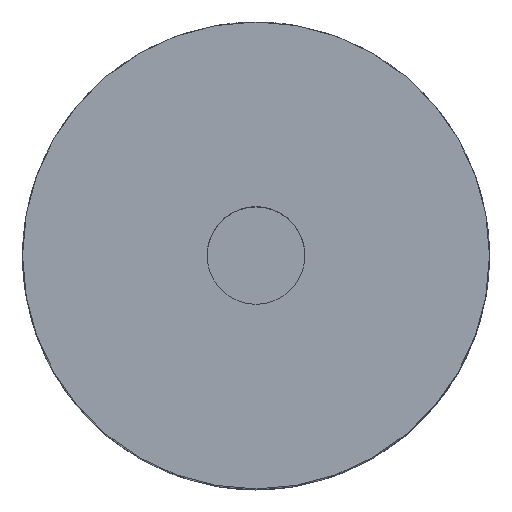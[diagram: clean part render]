
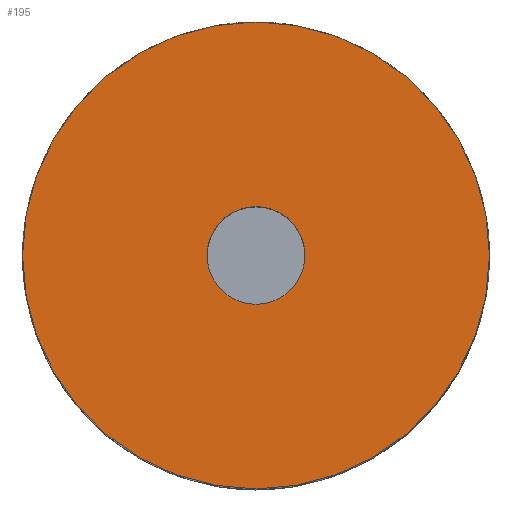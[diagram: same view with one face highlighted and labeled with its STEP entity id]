
A CAD part, top view. The second image highlights one B-rep face of the part: STEP entity #195.
In plain terms, the highlighted planar face has unit normal (0, 0, 1).
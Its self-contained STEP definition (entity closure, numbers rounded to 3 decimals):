
#195=ADVANCED_FACE('',(#433,#434),#435,.T.);
#433=FACE_BOUND('',#693,.T.);
#434=FACE_OUTER_BOUND('',#694,.T.);
#435=PLANE('',#695);
#693=EDGE_LOOP('',(#1124,#1125));
#694=EDGE_LOOP('',(#1126,#1127));
#695=AXIS2_PLACEMENT_3D('',#1128,#1129,#1130);
#1124=ORIENTED_EDGE('',*,*,#1934,.T.);
#1125=ORIENTED_EDGE('',*,*,#1905,.T.);
#1126=ORIENTED_EDGE('',*,*,#1887,.T.);
#1127=ORIENTED_EDGE('',*,*,#1949,.T.);
#1128=CARTESIAN_POINT('',(0.0,0.0,13.0));
#1129=DIRECTION('',(0.0,0.0,1.0));
#1130=DIRECTION('',(1.0,0.0,0.0));
#1887=EDGE_CURVE('',#2235,#2233,#2236,.T.);
#1905=EDGE_CURVE('',#2269,#2267,#2270,.T.);
#1934=EDGE_CURVE('',#2267,#2269,#2317,.T.);
#1949=EDGE_CURVE('',#2233,#2235,#2338,.T.);
#2233=VERTEX_POINT('',#2774);
#2235=VERTEX_POINT('',#2777);
#2236=CIRCLE('',#2778,9.55);
#2267=VERTEX_POINT('',#2875);
#2269=VERTEX_POINT('',#2878);
#2270=CIRCLE('',#2879,2.0);
#2317=CIRCLE('',#2989,2.0);
#2338=CIRCLE('',#3014,9.55);
#2774=CARTESIAN_POINT('',(-9.55,0.,13.0));
#2777=CARTESIAN_POINT('',(9.55,0.0,13.0));
#2778=AXIS2_PLACEMENT_3D('',#3863,#3864,#3865);
#2875=CARTESIAN_POINT('',(0.,-2.0,13.0));
#2878=CARTESIAN_POINT('',(0.,2.0,13.0));
#2879=AXIS2_PLACEMENT_3D('',#3891,#3892,#3893);
#2989=AXIS2_PLACEMENT_3D('',#3937,#3938,#3939);
#3014=AXIS2_PLACEMENT_3D('',#3974,#3975,#3976);
#3863=CARTESIAN_POINT('',(0.0,0.0,13.0));
#3864=DIRECTION('',(0.0,0.0,1.0));
#3865=DIRECTION('',(1.0,0.0,0.0));
#3891=CARTESIAN_POINT('',(0.0,0.0,13.0));
#3892=DIRECTION('',(0.0,0.0,-1.0));
#3893=DIRECTION('',(0.0,1.0,0.0));
#3937=CARTESIAN_POINT('',(0.0,0.0,13.0));
#3938=DIRECTION('',(0.0,0.0,-1.0));
#3939=DIRECTION('',(0.0,1.0,0.0));
#3974=CARTESIAN_POINT('',(0.0,0.0,13.0));
#3975=DIRECTION('',(0.0,0.0,1.0));
#3976=DIRECTION('',(1.0,0.0,0.0));
